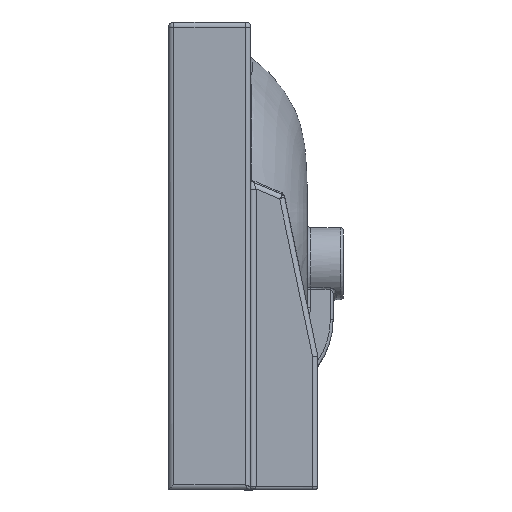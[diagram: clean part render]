
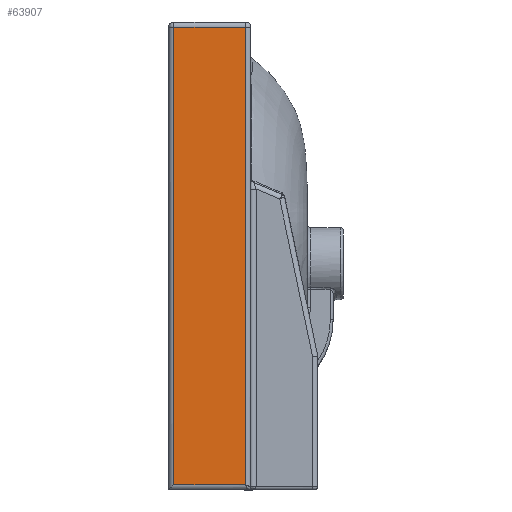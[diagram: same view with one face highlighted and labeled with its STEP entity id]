
A CAD part, left-side view. The second image highlights one B-rep face of the part: STEP entity #63907.
In plain terms, the highlighted planar face has unit normal (-1, 0, 0).
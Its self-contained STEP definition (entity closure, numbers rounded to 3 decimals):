
#20 = CARTESIAN_POINT ( 'NONE',  ( -310., 115., 222.5 ) ) ;
#176 = DIRECTION ( 'NONE',  ( 1., 0., 0. ) ) ;
#553 = ORIENTED_EDGE ( 'NONE', *, *, #46999, .T. ) ;
#3087 = CARTESIAN_POINT ( 'NONE',  ( -310., 45., 222.5 ) ) ;
#4632 = LINE ( 'NONE', #57595, #24770 ) ;
#5014 = VERTEX_POINT ( 'NONE', #20 ) ;
#7764 = CARTESIAN_POINT ( 'NONE',  ( -310., 115., -222.5 ) ) ;
#9741 = VERTEX_POINT ( 'NONE', #3087 ) ;
#11616 = CARTESIAN_POINT ( 'NONE',  ( -310., 45., 227.5 ) ) ;
#13894 = EDGE_CURVE ( 'NONE', #9741, #5014, #52452, .T. ) ;
#14594 = VERTEX_POINT ( 'NONE', #7764 ) ;
#15270 = EDGE_CURVE ( 'NONE', #5014, #14594, #4632, .T. ) ;
#17883 = VERTEX_POINT ( 'NONE', #51134 ) ;
#23057 = CARTESIAN_POINT ( 'NONE',  ( -310., 120., 222.5 ) ) ;
#24770 = VECTOR ( 'NONE', #75364, 1000. ) ;
#25467 = DIRECTION ( 'NONE',  ( 0., -1., 0. ) ) ;
#29400 = DIRECTION ( 'NONE',  ( 0., 0., 1. ) ) ;
#33890 = EDGE_LOOP ( 'NONE', ( #58460, #553, #61856, #60449 ) ) ;
#35345 = PLANE ( 'NONE',  #45592 ) ;
#45592 = AXIS2_PLACEMENT_3D ( 'NONE', #48472, #176, #53514 ) ;
#46999 = EDGE_CURVE ( 'NONE', #17883, #9741, #71134, .T. ) ;
#48472 = CARTESIAN_POINT ( 'NONE',  ( -310., 120., 227.5 ) ) ;
#50213 = VECTOR ( 'NONE', #29400, 1000. ) ;
#51134 = CARTESIAN_POINT ( 'NONE',  ( -310., 45., -222.5 ) ) ;
#52452 = LINE ( 'NONE', #23057, #67949 ) ;
#53514 = DIRECTION ( 'NONE',  ( 0., 0., -1. ) ) ;
#54475 = CARTESIAN_POINT ( 'NONE',  ( -310., 43., -222.5 ) ) ;
#57595 = CARTESIAN_POINT ( 'NONE',  ( -310., 115., 227.5 ) ) ;
#58460 = ORIENTED_EDGE ( 'NONE', *, *, #68175, .T. ) ;
#60449 = ORIENTED_EDGE ( 'NONE', *, *, #15270, .T. ) ;
#61856 = ORIENTED_EDGE ( 'NONE', *, *, #13894, .T. ) ;
#63907 = ADVANCED_FACE ( 'NONE', ( #66618 ), #35345, .F. ) ;
#64146 = VECTOR ( 'NONE', #25467, 1000. ) ;
#66618 = FACE_OUTER_BOUND ( 'NONE', #33890, .T. ) ;
#66816 = LINE ( 'NONE', #54475, #64146 ) ;
#67949 = VECTOR ( 'NONE', #70978, 1000. ) ;
#68175 = EDGE_CURVE ( 'NONE', #14594, #17883, #66816, .T. ) ;
#70978 = DIRECTION ( 'NONE',  ( 0., 1., 0. ) ) ;
#71134 = LINE ( 'NONE', #11616, #50213 ) ;
#75364 = DIRECTION ( 'NONE',  ( 0., 0., -1. ) ) ;
